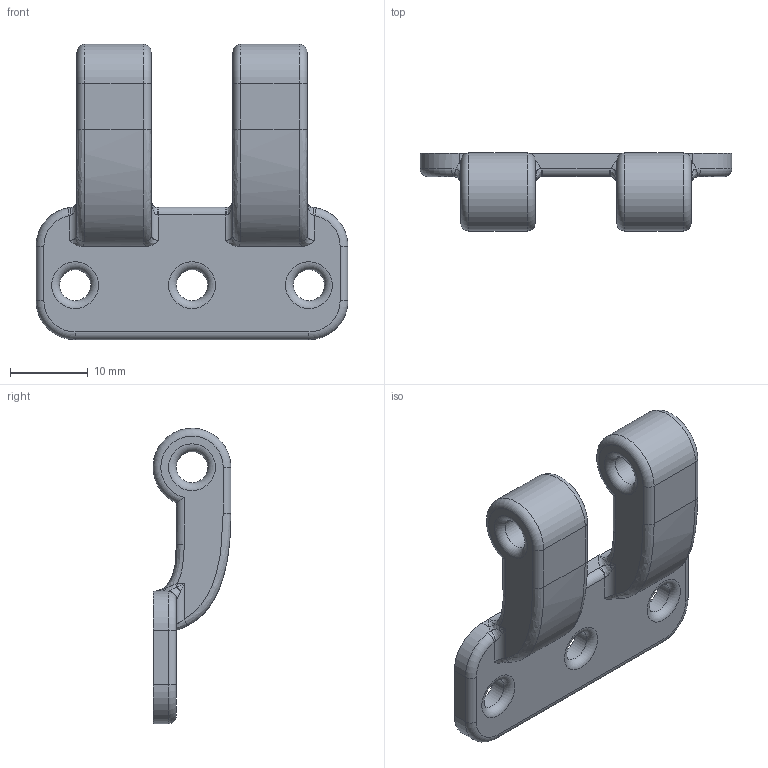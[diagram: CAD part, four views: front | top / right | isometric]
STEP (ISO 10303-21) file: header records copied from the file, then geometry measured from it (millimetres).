
FILE_DESCRIPTION(/* description */ (''),/* implementation_level */ '2;1');
FILE_NAME(/* name */ 'LowerHolder.step',/* time_stamp */ '2026-02-16T16:49:29+01:00',/* author */ (''),/* organization */ (''),/* preprocessor_version */ 'ST-DEVELOPER v20.1',/* originating_system */ 'Autodesk Translation Framework v14.24.0.0',/* authorisation */ '');
FILE_SCHEMA (('AUTOMOTIVE_DESIGN { 1 0 10303 214 3 1 1 }'));
Length unit declared in the file: millimetre
Products named in the file (1): FilaManager
Bounding box: 40 x 10 x 37.9 mm (x, y, z)
Volume: 4891.5 mm3; surface area: 3337.3 mm2
Topology: 1 solids, 1 shells, 104 faces, 254 edges, 144 vertices
Faces by surface type: bspline 40, cylinder 31, torus 17, plane 16
Full cylindrical faces by diameter (mm): 4 x5
Entity records: 4358 total; most frequent: CARTESIAN_POINT 2090, ORIENTED_EDGE 492, DIRECTION 419, EDGE_CURVE 246, AXIS2_PLACEMENT_3D 176, VERTEX_POINT 144, EDGE_LOOP 114, FACE_OUTER_BOUND 104
